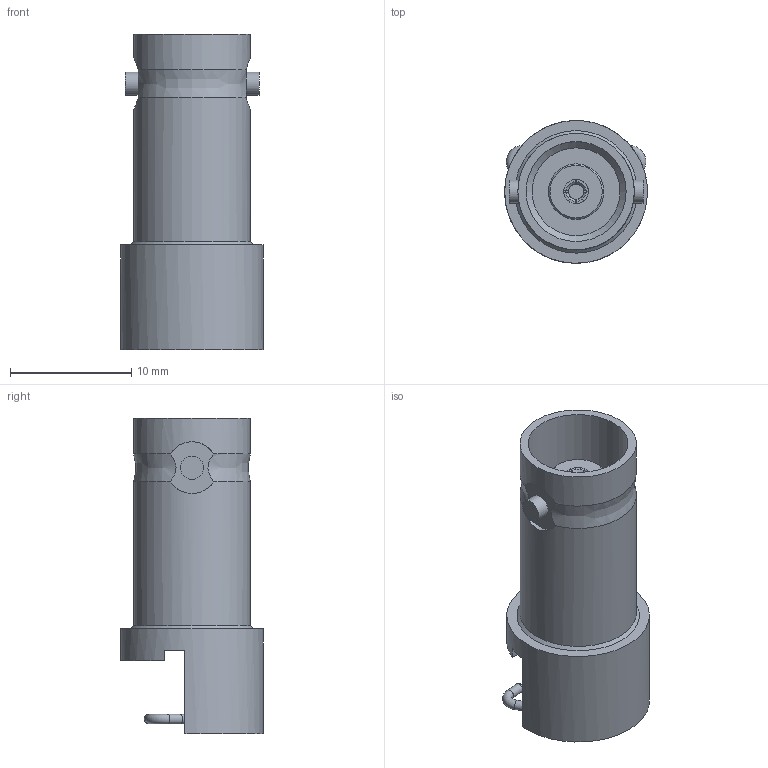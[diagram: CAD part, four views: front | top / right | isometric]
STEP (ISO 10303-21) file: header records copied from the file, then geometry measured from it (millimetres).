
FILE_DESCRIPTION (( 'STEP AP203' ), '1' );
FILE_NAME ('PE44616_3D.step', '2021-05-12T15:24:04', ( '' ), ( '' ), 'SwSTEP 2.0', 'SolidWorks 2020', '' );
FILE_SCHEMA (( 'CONFIG_CONTROL_DESIGN' ));
Length unit declared in the file: inch
Products named in the file (1): PE44616_3D
Bounding box: 11.76 x 11.77 x 26 mm (x, y, z)
Volume: 1190.5 mm3; surface area: 1615.3 mm2
Topology: 2 solids, 2 shells, 85 faces, 207 edges, 133 vertices
Faces by surface type: plane 41, cylinder 24, cone 11, torus 7, bspline 2
Full cylindrical faces by diameter (mm): 0.787 x4, 1.27 x2, 1.905 x2, 4.572 x1, 8.23 x1, 8.255 x1, 9.601 x2, 11.775 x1
Entity records: 2490 total; most frequent: CARTESIAN_POINT 580, DIRECTION 389, ORIENTED_EDGE 342, EDGE_CURVE 171, AXIS2_PLACEMENT_3D 161, VERTEX_POINT 124, EDGE_LOOP 117, FACE_OUTER_BOUND 105
